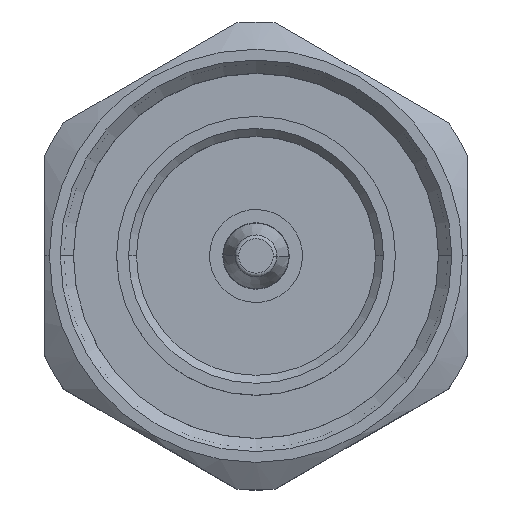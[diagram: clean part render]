
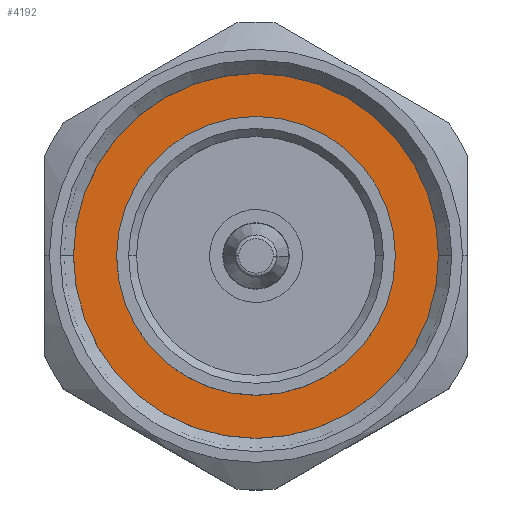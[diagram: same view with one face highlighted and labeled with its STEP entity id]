
A CAD part, top view. The second image highlights one B-rep face of the part: STEP entity #4192.
In plain terms, the highlighted face is planar.
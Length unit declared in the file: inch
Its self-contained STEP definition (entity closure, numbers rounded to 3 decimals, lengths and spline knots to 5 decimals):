
#1392 = EDGE_CURVE ( 'NONE', #13146, #6839, #59975, .T. ) ;
#1695 = DIRECTION ( 'NONE',  ( 1., 0., 0. ) ) ;
#2389 = DIRECTION ( 'NONE',  ( 0., 0., -1. ) ) ;
#2563 = CARTESIAN_POINT ( 'NONE',  ( 0.24669, 0., 0.5601 ) ) ;
#4192 = ADVANCED_FACE ( 'NONE', ( #53276, #48622 ), #44263, .F. ) ;
#6839 = VERTEX_POINT ( 'NONE', #19989 ) ;
#6987 = DIRECTION ( 'NONE',  ( 0., 1., 0. ) ) ;
#10215 = VERTEX_POINT ( 'NONE', #11408 ) ;
#11408 = CARTESIAN_POINT ( 'NONE',  ( 0.24669, 0., 0.41339 ) ) ;
#13146 = VERTEX_POINT ( 'NONE', #2563 ) ;
#15337 = EDGE_LOOP ( 'NONE', ( #44775, #56659 ) ) ;
#15542 = DIRECTION ( 'NONE',  ( 1., 0., 0. ) ) ;
#16680 = CARTESIAN_POINT ( 'NONE',  ( 0.24669, 0., 0. ) ) ;
#17016 = ORIENTED_EDGE ( 'NONE', *, *, #40352, .T. ) ;
#19989 = CARTESIAN_POINT ( 'NONE',  ( 0.24669, 0., -0.5601 ) ) ;
#20252 = AXIS2_PLACEMENT_3D ( 'NONE', #20650, #1695, #6987 ) ;
#20650 = CARTESIAN_POINT ( 'NONE',  ( 0.24669, 0., 0. ) ) ;
#23955 = CARTESIAN_POINT ( 'NONE',  ( 0.24669, 0., 0. ) ) ;
#24329 = DIRECTION ( 'NONE',  ( 0., 0., -1. ) ) ;
#25085 = CARTESIAN_POINT ( 'NONE',  ( 0.24669, 0., -0.41339 ) ) ;
#31977 = AXIS2_PLACEMENT_3D ( 'NONE', #23955, #15542, #34189 ) ;
#33171 = CIRCLE ( 'NONE', #40118, 0.5601 ) ;
#33214 = AXIS2_PLACEMENT_3D ( 'NONE', #16680, #35633, #2389 ) ;
#34189 = DIRECTION ( 'NONE',  ( 0., 0., -1. ) ) ;
#34795 = DIRECTION ( 'NONE',  ( 0., 0., -1. ) ) ;
#35633 = DIRECTION ( 'NONE',  ( 1., 0., 0. ) ) ;
#35687 = CIRCLE ( 'NONE', #44602, 0.41339 ) ;
#38300 = CARTESIAN_POINT ( 'NONE',  ( 0.24669, 0., 0. ) ) ;
#40118 = AXIS2_PLACEMENT_3D ( 'NONE', #45353, #54962, #34795 ) ;
#40352 = EDGE_CURVE ( 'NONE', #61147, #10215, #35687, .T. ) ;
#42458 = ORIENTED_EDGE ( 'NONE', *, *, #42475, .T. ) ;
#42475 = EDGE_CURVE ( 'NONE', #10215, #61147, #57732, .T. ) ;
#44263 = PLANE ( 'NONE',  #20252 ) ;
#44602 = AXIS2_PLACEMENT_3D ( 'NONE', #38300, #51985, #24329 ) ;
#44775 = ORIENTED_EDGE ( 'NONE', *, *, #1392, .F. ) ;
#45353 = CARTESIAN_POINT ( 'NONE',  ( 0.24669, 0., 0. ) ) ;
#48622 = FACE_OUTER_BOUND ( 'NONE', #15337, .T. ) ;
#51985 = DIRECTION ( 'NONE',  ( 1., 0., 0. ) ) ;
#53276 = FACE_BOUND ( 'NONE', #57456, .T. ) ;
#54314 = EDGE_CURVE ( 'NONE', #6839, #13146, #33171, .T. ) ;
#54962 = DIRECTION ( 'NONE',  ( 1., 0., 0. ) ) ;
#56659 = ORIENTED_EDGE ( 'NONE', *, *, #54314, .F. ) ;
#57456 = EDGE_LOOP ( 'NONE', ( #42458, #17016 ) ) ;
#57732 = CIRCLE ( 'NONE', #31977, 0.41339 ) ;
#59975 = CIRCLE ( 'NONE', #33214, 0.5601 ) ;
#61147 = VERTEX_POINT ( 'NONE', #25085 ) ;
